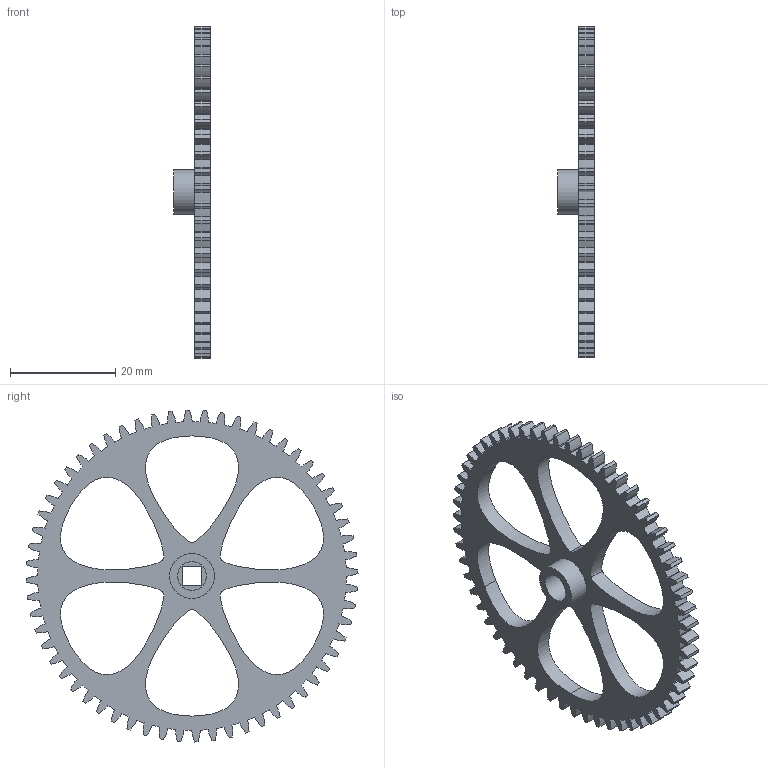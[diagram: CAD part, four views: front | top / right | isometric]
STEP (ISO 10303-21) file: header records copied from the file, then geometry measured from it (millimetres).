
FILE_DESCRIPTION(/* description */ ('STEP AP242','CAx-IF Rec.Pracs.---Representation and Presentation of Product Manufacturing Information (PMI)---4.0---2014-10-13','CAx-IF Rec.Pracs.---3D Tessellated Geometry---0.4---2014-09-14','2;1'),/* implementation_level */ '2;1');
FILE_NAME(/* name */ '64db2e89380afe075d66f7f6',/* time_stamp */ '2023-08-15T07:51:38Z',/* author */ (''),/* organization */ (''),/* preprocessor_version */ 'ST-DEVELOPER v19.4',/* originating_system */ ' ',/* authorisation */ ' ');
FILE_SCHEMA (('AP242_MANAGED_MODEL_BASED_3D_ENGINEERING_MIM_LF { 1 0 10303 442 1 1 4 }'));
Length unit declared in the file: metre
Products named in the file (1): Spur Gear - Large
Bounding box: 7 x 62.98 x 62.98 mm (x, y, z)
Volume: 4095 mm3; surface area: 5122.9 mm2
Topology: 1 solids, 1 shells, 382 faces, 1135 edges, 757 vertices
Faces by surface type: bspline 132, plane 128, cylinder 122
Full cylindrical faces by diameter (mm): 5.5 x1, 8.5 x1
Entity records: 17674 total; most frequent: CARTESIAN_POINT 8067, ORIENTED_EDGE 2264, DIRECTION 1614, EDGE_CURVE 1132, VERTEX_POINT 756, LINE 624, VECTOR 624, AXIS2_PLACEMENT_3D 495
